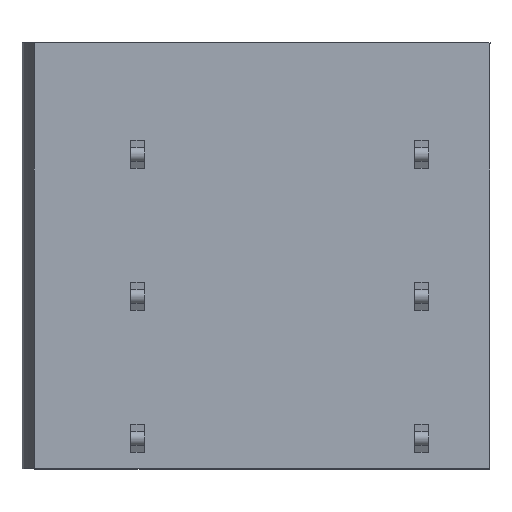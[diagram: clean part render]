
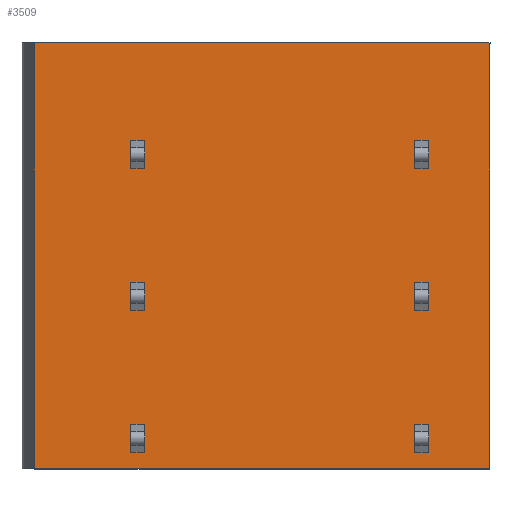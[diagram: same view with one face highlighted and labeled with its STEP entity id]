
A CAD part, top view. The second image highlights one B-rep face of the part: STEP entity #3509.
In plain terms, the highlighted planar face has unit normal (0, 0, 1).
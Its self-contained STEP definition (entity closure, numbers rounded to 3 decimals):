
#398=DIRECTION('',(0.,-1.,0.));
#399=VECTOR('',#398,1.);
#400=CARTESIAN_POINT('',(14.055,11.74,-4.105));
#401=LINE('',#400,#399);
#402=DIRECTION('',(1.,0.,0.));
#403=VECTOR('',#402,0.5);
#404=CARTESIAN_POINT('',(14.055,10.74,-4.105));
#405=LINE('',#404,#403);
#406=DIRECTION('',(1.,0.,0.));
#407=VECTOR('',#406,0.5);
#408=CARTESIAN_POINT('',(3.895,10.74,-4.105));
#409=LINE('',#408,#407);
#410=DIRECTION('',(0.,-1.,0.));
#411=VECTOR('',#410,1.);
#412=CARTESIAN_POINT('',(3.895,11.74,-4.105));
#413=LINE('',#412,#411);
#414=DIRECTION('',(0.,-1.,0.));
#415=VECTOR('',#414,1.);
#416=CARTESIAN_POINT('',(14.055,6.66,-4.105));
#417=LINE('',#416,#415);
#418=DIRECTION('',(1.,0.,0.));
#419=VECTOR('',#418,0.5);
#420=CARTESIAN_POINT('',(14.055,5.66,-4.105));
#421=LINE('',#420,#419);
#422=DIRECTION('',(1.,0.,0.));
#423=VECTOR('',#422,0.5);
#424=CARTESIAN_POINT('',(3.895,5.66,-4.105));
#425=LINE('',#424,#423);
#426=DIRECTION('',(0.,-1.,0.));
#427=VECTOR('',#426,1.);
#428=CARTESIAN_POINT('',(3.895,6.66,-4.105));
#429=LINE('',#428,#427);
#430=DIRECTION('',(1.,0.,0.));
#431=VECTOR('',#430,0.5);
#432=CARTESIAN_POINT('',(3.895,0.58,-4.105));
#433=LINE('',#432,#431);
#434=DIRECTION('',(0.,-1.,0.));
#435=VECTOR('',#434,1.);
#436=CARTESIAN_POINT('',(3.895,1.58,-4.105));
#437=LINE('',#436,#435);
#438=DIRECTION('',(0.,-1.,0.));
#439=VECTOR('',#438,1.);
#440=CARTESIAN_POINT('',(14.055,1.58,-4.105));
#441=LINE('',#440,#439);
#442=DIRECTION('',(1.,0.,0.));
#443=VECTOR('',#442,0.5);
#444=CARTESIAN_POINT('',(14.055,0.58,-4.105));
#445=LINE('',#444,#443);
#446=DIRECTION('',(0.,-1.,0.));
#447=VECTOR('',#446,15.24);
#448=CARTESIAN_POINT('',(16.755,15.24,-4.105));
#449=LINE('',#448,#447);
#454=DIRECTION('',(1.,0.,0.));
#455=VECTOR('',#454,0.5);
#456=CARTESIAN_POINT('',(14.055,11.74,-4.105));
#457=LINE('',#456,#455);
#462=DIRECTION('',(0.,-1.,0.));
#463=VECTOR('',#462,1.);
#464=CARTESIAN_POINT('',(14.555,11.74,-4.105));
#465=LINE('',#464,#463);
#528=DIRECTION('',(0.,-1.,0.));
#529=VECTOR('',#528,1.);
#530=CARTESIAN_POINT('',(4.395,11.74,-4.105));
#531=LINE('',#530,#529);
#553=DIRECTION('',(1.,0.,0.));
#554=VECTOR('',#553,0.5);
#555=CARTESIAN_POINT('',(3.895,11.74,-4.105));
#556=LINE('',#555,#554);
#586=DIRECTION('',(1.,0.,0.));
#587=VECTOR('',#586,0.5);
#588=CARTESIAN_POINT('',(14.055,6.66,-4.105));
#589=LINE('',#588,#587);
#594=DIRECTION('',(0.,-1.,0.));
#595=VECTOR('',#594,1.);
#596=CARTESIAN_POINT('',(14.555,6.66,-4.105));
#597=LINE('',#596,#595);
#660=DIRECTION('',(0.,-1.,0.));
#661=VECTOR('',#660,1.);
#662=CARTESIAN_POINT('',(4.395,6.66,-4.105));
#663=LINE('',#662,#661);
#685=DIRECTION('',(1.,0.,0.));
#686=VECTOR('',#685,0.5);
#687=CARTESIAN_POINT('',(3.895,6.66,-4.105));
#688=LINE('',#687,#686);
#726=DIRECTION('',(0.,-1.,0.));
#727=VECTOR('',#726,1.);
#728=CARTESIAN_POINT('',(4.395,1.58,-4.105));
#729=LINE('',#728,#727);
#751=DIRECTION('',(1.,0.,0.));
#752=VECTOR('',#751,0.5);
#753=CARTESIAN_POINT('',(3.895,1.58,-4.105));
#754=LINE('',#753,#752);
#784=DIRECTION('',(1.,0.,0.));
#785=VECTOR('',#784,0.5);
#786=CARTESIAN_POINT('',(14.055,1.58,-4.105));
#787=LINE('',#786,#785);
#792=DIRECTION('',(0.,-1.,0.));
#793=VECTOR('',#792,1.);
#794=CARTESIAN_POINT('',(14.555,1.58,-4.105));
#795=LINE('',#794,#793);
#855=DIRECTION('',(0.,-1.,0.));
#856=VECTOR('',#855,15.24);
#857=CARTESIAN_POINT('',(0.455,15.24,-4.105));
#858=LINE('',#857,#856);
#1413=DIRECTION('',(-1.,0.,0.));
#1414=VECTOR('',#1413,16.3);
#1415=CARTESIAN_POINT('',(16.755,15.24,-4.105));
#1416=LINE('',#1415,#1414);
#1433=DIRECTION('',(1.,0.,0.));
#1434=VECTOR('',#1433,16.3);
#1435=CARTESIAN_POINT('',(0.455,0.,
-4.105));
#1436=LINE('',#1435,#1434);
#2241=CARTESIAN_POINT('',(16.755,0.,
-4.105));
#2242=VERTEX_POINT('',#2241);
#2243=CARTESIAN_POINT('',(0.455,0.,
-4.105));
#2244=VERTEX_POINT('',#2243);
#2245=CARTESIAN_POINT('',(3.895,0.58,
-4.105));
#2246=CARTESIAN_POINT('',(4.395,0.58,
-4.105));
#2247=VERTEX_POINT('',#2245);
#2248=VERTEX_POINT('',#2246);
#2249=CARTESIAN_POINT('',(4.395,1.58,-4.105));
#2250=VERTEX_POINT('',#2249);
#2251=CARTESIAN_POINT('',(3.895,1.58,-4.105));
#2252=VERTEX_POINT('',#2251);
#2253=CARTESIAN_POINT('',(14.055,1.58,-4.105));
#2254=CARTESIAN_POINT('',(14.555,1.58,-4.105));
#2255=VERTEX_POINT('',#2253);
#2256=VERTEX_POINT('',#2254);
#2257=CARTESIAN_POINT('',(14.055,0.58,
-4.105));
#2258=VERTEX_POINT('',#2257);
#2259=CARTESIAN_POINT('',(14.555,0.58,
-4.105));
#2260=VERTEX_POINT('',#2259);
#2473=CARTESIAN_POINT('',(3.895,5.66,-4.105));
#2474=CARTESIAN_POINT('',(4.395,5.66,-4.105));
#2475=VERTEX_POINT('',#2473);
#2476=VERTEX_POINT('',#2474);
#2477=CARTESIAN_POINT('',(4.395,6.66,-4.105));
#2478=VERTEX_POINT('',#2477);
#2479=CARTESIAN_POINT('',(3.895,6.66,-4.105));
#2480=VERTEX_POINT('',#2479);
#2481=CARTESIAN_POINT('',(14.055,6.66,-4.105));
#2482=CARTESIAN_POINT('',(14.555,6.66,-4.105));
#2483=VERTEX_POINT('',#2481);
#2484=VERTEX_POINT('',#2482);
#2485=CARTESIAN_POINT('',(14.055,5.66,-4.105));
#2486=VERTEX_POINT('',#2485);
#2487=CARTESIAN_POINT('',(14.555,5.66,-4.105));
#2488=VERTEX_POINT('',#2487);
#2697=CARTESIAN_POINT('',(16.755,15.24,-4.105));
#2698=VERTEX_POINT('',#2697);
#2699=CARTESIAN_POINT('',(0.455,15.24,
-4.105));
#2700=VERTEX_POINT('',#2699);
#2709=CARTESIAN_POINT('',(3.895,10.74,-4.105));
#2710=CARTESIAN_POINT('',(4.395,10.74,-4.105));
#2711=VERTEX_POINT('',#2709);
#2712=VERTEX_POINT('',#2710);
#2713=CARTESIAN_POINT('',(4.395,11.74,-4.105));
#2714=VERTEX_POINT('',#2713);
#2715=CARTESIAN_POINT('',(3.895,11.74,-4.105));
#2716=VERTEX_POINT('',#2715);
#2717=CARTESIAN_POINT('',(14.055,11.74,-4.105));
#2718=CARTESIAN_POINT('',(14.555,11.74,-4.105));
#2719=VERTEX_POINT('',#2717);
#2720=VERTEX_POINT('',#2718);
#2721=CARTESIAN_POINT('',(14.055,10.74,-4.105));
#2722=VERTEX_POINT('',#2721);
#2723=CARTESIAN_POINT('',(14.555,10.74,-4.105));
#2724=VERTEX_POINT('',#2723);
#3435=CARTESIAN_POINT('',(8.605,7.62,-4.105));
#3436=DIRECTION('',(0.,0.,1.));
#3437=DIRECTION('',(1.,0.,0.));
#3438=AXIS2_PLACEMENT_3D('',#3435,#3436,#3437);
#3439=PLANE('',#3438);
#3441=ORIENTED_EDGE('',*,*,#3440,.F.);
#3443=ORIENTED_EDGE('',*,*,#3442,.F.);
#3444=ORIENTED_EDGE('',*,*,#3425,.T.);
#3446=ORIENTED_EDGE('',*,*,#3445,.F.);
#3447=EDGE_LOOP('',(#3441,#3443,#3444,#3446));
#3448=FACE_OUTER_BOUND('',#3447,.F.);
#3450=ORIENTED_EDGE('',*,*,#3449,.T.);
#3452=ORIENTED_EDGE('',*,*,#3451,.F.);
#3454=ORIENTED_EDGE('',*,*,#3453,.F.);
#3456=ORIENTED_EDGE('',*,*,#3455,.T.);
#3457=EDGE_LOOP('',(#3450,#3452,#3454,#3456));
#3458=FACE_BOUND('',#3457,.F.);
#3460=ORIENTED_EDGE('',*,*,#3459,.F.);
#3462=ORIENTED_EDGE('',*,*,#3461,.T.);
#3464=ORIENTED_EDGE('',*,*,#3463,.T.);
#3466=ORIENTED_EDGE('',*,*,#3465,.F.);
#3467=EDGE_LOOP('',(#3460,#3462,#3464,#3466));
#3468=FACE_BOUND('',#3467,.F.);
#3470=ORIENTED_EDGE('',*,*,#3469,.T.);
#3472=ORIENTED_EDGE('',*,*,#3471,.F.);
#3474=ORIENTED_EDGE('',*,*,#3473,.F.);
#3476=ORIENTED_EDGE('',*,*,#3475,.T.);
#3477=EDGE_LOOP('',(#3470,#3472,#3474,#3476));
#3478=FACE_BOUND('',#3477,.F.);
#3480=ORIENTED_EDGE('',*,*,#3479,.T.);
#3482=ORIENTED_EDGE('',*,*,#3481,.F.);
#3484=ORIENTED_EDGE('',*,*,#3483,.F.);
#3486=ORIENTED_EDGE('',*,*,#3485,.T.);
#3487=EDGE_LOOP('',(#3480,#3482,#3484,#3486));
#3488=FACE_BOUND('',#3487,.F.);
#3490=ORIENTED_EDGE('',*,*,#3489,.F.);
#3492=ORIENTED_EDGE('',*,*,#3491,.T.);
#3494=ORIENTED_EDGE('',*,*,#3493,.T.);
#3496=ORIENTED_EDGE('',*,*,#3495,.F.);
#3497=EDGE_LOOP('',(#3490,#3492,#3494,#3496));
#3498=FACE_BOUND('',#3497,.F.);
#3500=ORIENTED_EDGE('',*,*,#3499,.F.);
#3502=ORIENTED_EDGE('',*,*,#3501,.T.);
#3504=ORIENTED_EDGE('',*,*,#3503,.T.);
#3506=ORIENTED_EDGE('',*,*,#3505,.F.);
#3507=EDGE_LOOP('',(#3500,#3502,#3504,#3506));
#3508=FACE_BOUND('',#3507,.F.);
#3425=EDGE_CURVE('',#2698,#2242,#449,.T.);
#3440=EDGE_CURVE('',#2700,#2244,#858,.T.);
#3442=EDGE_CURVE('',#2698,#2700,#1416,.T.);
#3445=EDGE_CURVE('',#2244,#2242,#1436,.T.);
#3449=EDGE_CURVE('',#2711,#2712,#409,.T.);
#3451=EDGE_CURVE('',#2714,#2712,#531,.T.);
#3453=EDGE_CURVE('',#2716,#2714,#556,.T.);
#3455=EDGE_CURVE('',#2716,#2711,#413,.T.);
#3459=EDGE_CURVE('',#2483,#2484,#589,.T.);
#3461=EDGE_CURVE('',#2483,#2486,#417,.T.);
#3463=EDGE_CURVE('',#2486,#2488,#421,.T.);
#3465=EDGE_CURVE('',#2484,#2488,#597,.T.);
#3469=EDGE_CURVE('',#2475,#2476,#425,.T.);
#3471=EDGE_CURVE('',#2478,#2476,#663,.T.);
#3473=EDGE_CURVE('',#2480,#2478,#688,.T.);
#3475=EDGE_CURVE('',#2480,#2475,#429,.T.);
#3479=EDGE_CURVE('',#2247,#2248,#433,.T.);
#3481=EDGE_CURVE('',#2250,#2248,#729,.T.);
#3483=EDGE_CURVE('',#2252,#2250,#754,.T.);
#3485=EDGE_CURVE('',#2252,#2247,#437,.T.);
#3489=EDGE_CURVE('',#2255,#2256,#787,.T.);
#3491=EDGE_CURVE('',#2255,#2258,#441,.T.);
#3493=EDGE_CURVE('',#2258,#2260,#445,.T.);
#3495=EDGE_CURVE('',#2256,#2260,#795,.T.);
#3499=EDGE_CURVE('',#2719,#2720,#457,.T.);
#3501=EDGE_CURVE('',#2719,#2722,#401,.T.);
#3503=EDGE_CURVE('',#2722,#2724,#405,.T.);
#3505=EDGE_CURVE('',#2720,#2724,#465,.T.);
#3509=ADVANCED_FACE('',(#3448,#3458,#3468,#3478,#3488,#3498,#3508),#3439,.T.);
